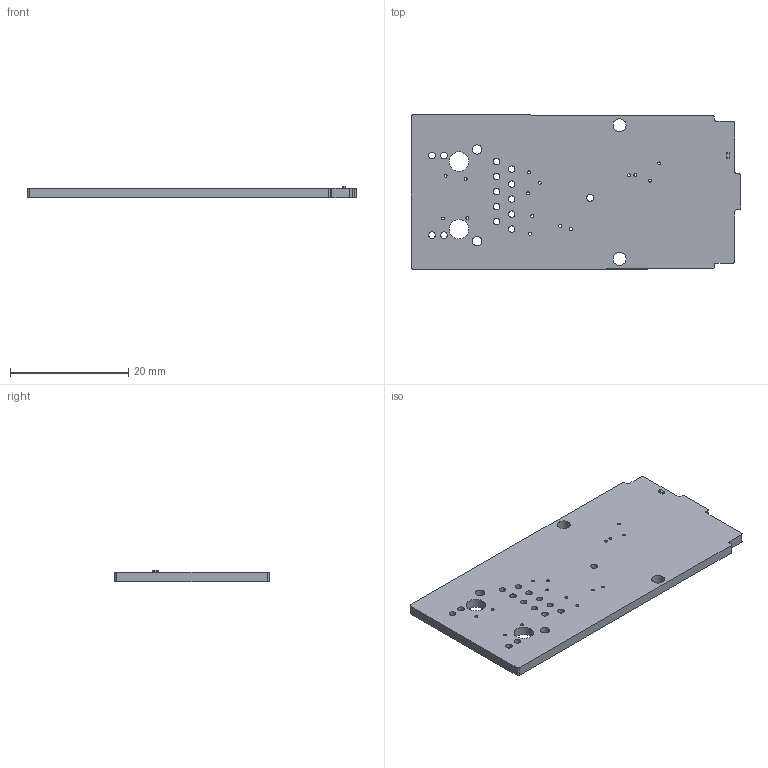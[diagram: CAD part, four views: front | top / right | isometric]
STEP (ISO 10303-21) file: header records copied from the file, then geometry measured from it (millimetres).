
FILE_DESCRIPTION(('KiCad electronic assembly'),'2;1');
FILE_NAME('USB-GIGABIT_Rev_B.step','2021-10-31T19:13:45',('An Author'),( 'A Company'),'Open CASCADE STEP processor 6.9', 'KiCad to STEP converter','Unknown');
FILE_SCHEMA(('AUTOMOTIVE_DESIGN { 1 0 10303 214 1 1 1 1 }'));
Length unit declared in the file: millimetre
Products named in the file (4): Open CASCADE STEP translator 6.9 1; R_0402_1005Metric; SOLID; COMPOUND
Assembly tree (3 placements, depth 3):
  Open CASCADE STEP translator 6.9 1
    R_0402_1005Metric
      SOLID
    COMPOUND
Bounding box: 55.64 x 26.06 x 2 mm (x, y, z)
Volume: 2201.6 mm3; surface area: 3205.2 mm2
Topology: 2 solids, 2 shells, 90 faces, 254 edges, 168 vertices
Faces by surface type: cylinder 56, plane 34
Full cylindrical faces by diameter (mm): 0.5 x15, 1.1 x14, 1.2 x1, 1.6 x2, 2.2 x2, 3.3 x2
Entity records: 6695 total; most frequent: CARTESIAN_POINT 1072, DIRECTION 1054, LINE 538, VECTOR 538, ORIENTED_EDGE 508, PCURVE 508, DEFINITIONAL_REPRESENTATION 508, EDGE_CURVE 254
